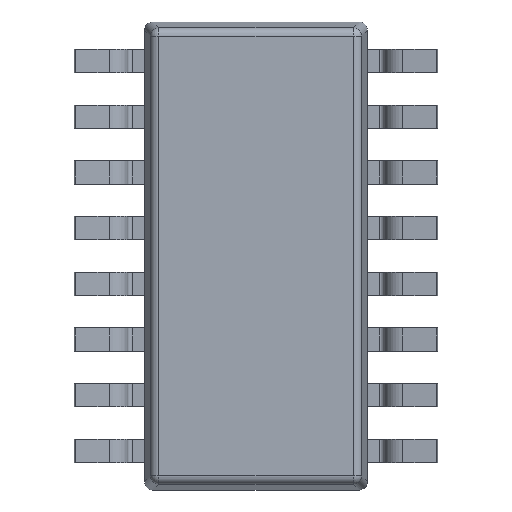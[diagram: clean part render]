
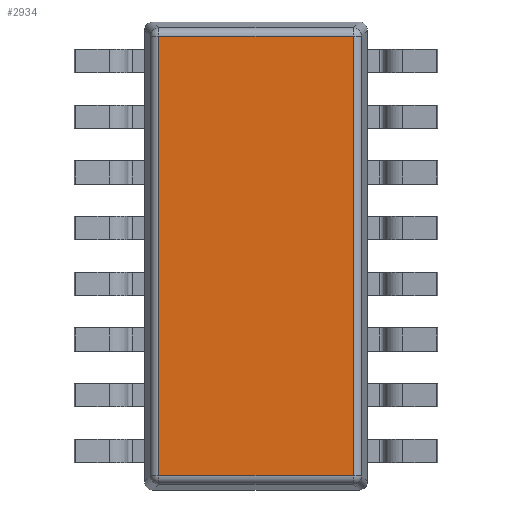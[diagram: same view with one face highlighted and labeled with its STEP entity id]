
A CAD part, front view. The second image highlights one B-rep face of the part: STEP entity #2934.
In plain terms, the highlighted planar face has unit normal (0, -1, 0).
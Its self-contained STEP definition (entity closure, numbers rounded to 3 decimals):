
#57 = DIRECTION ( 'NONE',  ( -1., 0., 0. ) ) ;
#110 = VERTEX_POINT ( 'NONE', #3721 ) ;
#135 = LINE ( 'NONE', #2717, #6276 ) ;
#187 = LINE ( 'NONE', #1603, #797 ) ;
#515 = LINE ( 'NONE', #3086, #3688 ) ;
#747 = ORIENTED_EDGE ( 'NONE', *, *, #2907, .T. ) ;
#797 = VECTOR ( 'NONE', #7959, 1000. ) ;
#1603 = CARTESIAN_POINT ( 'NONE',  ( 0.874, 0.1, 0. ) ) ;
#1772 = ORIENTED_EDGE ( 'NONE', *, *, #4825, .T. ) ;
#2112 = EDGE_LOOP ( 'NONE', ( #747, #4822, #5694, #1772 ) ) ;
#2201 = LINE ( 'NONE', #4796, #5601 ) ;
#2488 = VERTEX_POINT ( 'NONE', #4683 ) ;
#2717 = CARTESIAN_POINT ( 'NONE',  ( 0., 0.1, 1.974 ) ) ;
#2907 = EDGE_CURVE ( 'NONE', #110, #6798, #187, .T. ) ;
#2934 = ADVANCED_FACE ( 'NONE', ( #8352 ), #5598, .T. ) ;
#3086 = CARTESIAN_POINT ( 'NONE',  ( 0., 0.1, -1.974 ) ) ;
#3688 = VECTOR ( 'NONE', #5735, 1000. ) ;
#3721 = CARTESIAN_POINT ( 'NONE',  ( 0.874, 0.1, -1.974 ) ) ;
#4683 = CARTESIAN_POINT ( 'NONE',  ( -0.874, 0.1, 1.974 ) ) ;
#4796 = CARTESIAN_POINT ( 'NONE',  ( -0.874, 0.1, 0. ) ) ;
#4822 = ORIENTED_EDGE ( 'NONE', *, *, #5431, .T. ) ;
#4825 = EDGE_CURVE ( 'NONE', #7883, #110, #515, .T. ) ;
#4952 = EDGE_CURVE ( 'NONE', #2488, #7883, #2201, .T. ) ;
#5431 = EDGE_CURVE ( 'NONE', #6798, #2488, #135, .T. ) ;
#5542 = AXIS2_PLACEMENT_3D ( 'NONE', #8224, #5764, #6354 ) ;
#5598 = PLANE ( 'NONE',  #5542 ) ;
#5601 = VECTOR ( 'NONE', #7617, 1000. ) ;
#5694 = ORIENTED_EDGE ( 'NONE', *, *, #4952, .T. ) ;
#5735 = DIRECTION ( 'NONE',  ( 1., 0., 0. ) ) ;
#5764 = DIRECTION ( 'NONE',  ( 0., -1., 0. ) ) ;
#6276 = VECTOR ( 'NONE', #57, 1000. ) ;
#6354 = DIRECTION ( 'NONE',  ( 0., 0., -1. ) ) ;
#6798 = VERTEX_POINT ( 'NONE', #8316 ) ;
#7551 = CARTESIAN_POINT ( 'NONE',  ( -0.874, 0.1, -1.974 ) ) ;
#7617 = DIRECTION ( 'NONE',  ( 0., 0., -1. ) ) ;
#7883 = VERTEX_POINT ( 'NONE', #7551 ) ;
#7959 = DIRECTION ( 'NONE',  ( 0., 0., 1. ) ) ;
#8224 = CARTESIAN_POINT ( 'NONE',  ( 0., 0.1, 0. ) ) ;
#8316 = CARTESIAN_POINT ( 'NONE',  ( 0.874, 0.1, 1.974 ) ) ;
#8352 = FACE_OUTER_BOUND ( 'NONE', #2112, .T. ) ;
